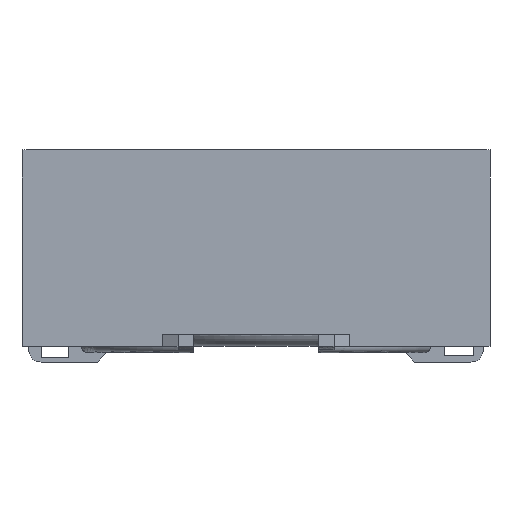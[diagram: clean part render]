
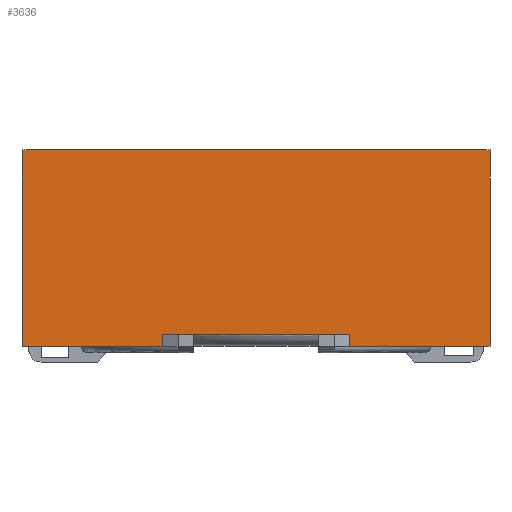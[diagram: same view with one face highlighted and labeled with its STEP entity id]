
A CAD part, front view. The second image highlights one B-rep face of the part: STEP entity #3636.
In plain terms, the highlighted planar face has unit normal (0, -1, 0).
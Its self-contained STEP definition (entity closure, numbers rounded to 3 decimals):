
#171=LINE('',#4954,#469);
#182=LINE('',#4978,#480);
#183=LINE('',#4980,#481);
#184=LINE('',#4982,#482);
#185=LINE('',#4984,#483);
#186=LINE('',#4986,#484);
#187=LINE('',#4988,#485);
#188=LINE('',#4990,#486);
#469=VECTOR('',#4072,1000.);
#480=VECTOR('',#4089,1000.);
#481=VECTOR('',#4090,1000.);
#482=VECTOR('',#4091,1000.);
#483=VECTOR('',#4092,1000.);
#484=VECTOR('',#4093,1000.);
#485=VECTOR('',#4094,1000.);
#486=VECTOR('',#4095,1000.);
#822=ORIENTED_EDGE('',*,*,#1601,.F.);
#823=ORIENTED_EDGE('',*,*,#1613,.T.);
#824=ORIENTED_EDGE('',*,*,#1614,.T.);
#825=ORIENTED_EDGE('',*,*,#1615,.T.);
#826=ORIENTED_EDGE('',*,*,#1616,.F.);
#827=ORIENTED_EDGE('',*,*,#1617,.F.);
#828=ORIENTED_EDGE('',*,*,#1618,.T.);
#829=ORIENTED_EDGE('',*,*,#1619,.F.);
#1601=EDGE_CURVE('',#1995,#1996,#171,.T.);
#1613=EDGE_CURVE('',#1995,#2006,#182,.T.);
#1614=EDGE_CURVE('',#2006,#2007,#183,.T.);
#1615=EDGE_CURVE('',#2007,#2008,#184,.T.);
#1616=EDGE_CURVE('',#2009,#2008,#185,.T.);
#1617=EDGE_CURVE('',#2010,#2009,#186,.T.);
#1618=EDGE_CURVE('',#2010,#2011,#187,.T.);
#1619=EDGE_CURVE('',#1996,#2011,#188,.T.);
#1995=VERTEX_POINT('',#4953);
#1996=VERTEX_POINT('',#4955);
#2006=VERTEX_POINT('',#4979);
#2007=VERTEX_POINT('',#4981);
#2008=VERTEX_POINT('',#4983);
#2009=VERTEX_POINT('',#4985);
#2010=VERTEX_POINT('',#4987);
#2011=VERTEX_POINT('',#4989);
#2230=EDGE_LOOP('',(#822,#823,#824,#825,#826,#827,#828,#829));
#2383=FACE_BOUND('',#2230,.T.);
#2526=PLANE('',#3800);
#3636=ADVANCED_FACE('',(#2383),#2526,.T.);
#3800=AXIS2_PLACEMENT_3D('',#4977,#4087,#4088);
#4072=DIRECTION('',(-1.,0.,0.));
#4087=DIRECTION('',(0.,-1.,0.));
#4088=DIRECTION('',(0.,0.,-1.));
#4089=DIRECTION('',(0.,0.,-1.));
#4090=DIRECTION('',(1.,0.,0.));
#4091=DIRECTION('',(0.,0.,1.));
#4092=DIRECTION('',(1.,0.,0.));
#4093=DIRECTION('',(0.,0.,1.));
#4094=DIRECTION('',(1.,0.,0.));
#4095=DIRECTION('',(0.,0.,-1.));
#4953=CARTESIAN_POINT('',(1.5,-3.75,-2.8));
#4954=CARTESIAN_POINT('',(-1.5,-3.75,-2.8));
#4955=CARTESIAN_POINT('',(-1.5,-3.75,-2.8));
#4977=CARTESIAN_POINT('',(-3.75,-3.75,-3.));
#4978=CARTESIAN_POINT('',(1.5,-3.75,-2.8));
#4979=CARTESIAN_POINT('',(1.5,-3.75,-3.));
#4980=CARTESIAN_POINT('',(-3.75,-3.75,-3.));
#4981=CARTESIAN_POINT('',(3.75,-3.75,-3.));
#4982=CARTESIAN_POINT('',(3.75,-3.75,-3.));
#4983=CARTESIAN_POINT('',(3.75,-3.75,0.15));
#4984=CARTESIAN_POINT('',(-3.75,-3.75,0.15));
#4985=CARTESIAN_POINT('',(-3.75,-3.75,0.15));
#4986=CARTESIAN_POINT('',(-3.75,-3.75,-3.));
#4987=CARTESIAN_POINT('',(-3.75,-3.75,-3.));
#4988=CARTESIAN_POINT('',(-3.75,-3.75,-3.));
#4989=CARTESIAN_POINT('',(-1.5,-3.75,-3.));
#4990=CARTESIAN_POINT('',(-1.5,-3.75,-2.8));
